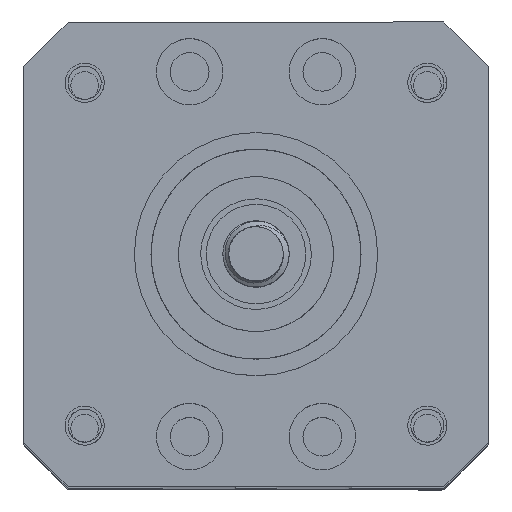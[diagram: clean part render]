
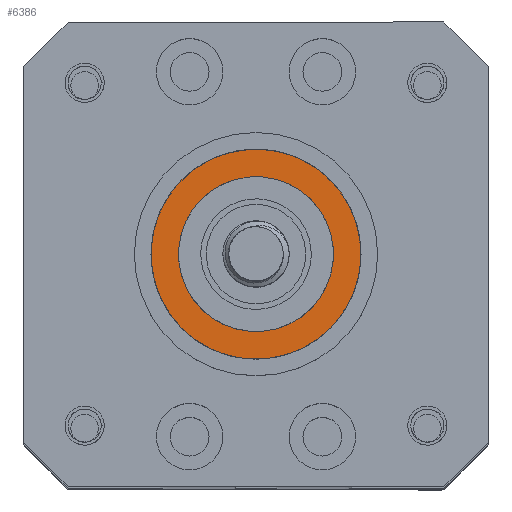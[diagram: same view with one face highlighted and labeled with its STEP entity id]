
A CAD part, top view. The second image highlights one B-rep face of the part: STEP entity #6386.
In plain terms, the highlighted planar face has unit normal (0, 0, 1).
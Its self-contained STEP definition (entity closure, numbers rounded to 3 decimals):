
#776 = EDGE_CURVE ( 'NONE', #32280, #31317, #15797, .T. ) ;
#3671 = CARTESIAN_POINT ( 'NONE',  ( 0., 0., 11. ) ) ;
#4033 = EDGE_LOOP ( 'NONE', ( #34220, #30978 ) ) ;
#5277 = DIRECTION ( 'NONE',  ( 0., 0., 1. ) ) ;
#6386 = ADVANCED_FACE ( 'NONE', ( #27135, #14722 ), #36789, .T. ) ;
#7181 = EDGE_CURVE ( 'NONE', #23802, #24363, #36439, .T. ) ;
#8141 = CIRCLE ( 'NONE', #10910, 9.5 ) ;
#8342 = CARTESIAN_POINT ( 'NONE',  ( -7., 0., 11. ) ) ;
#8869 = DIRECTION ( 'NONE',  ( 1., 0., 0. ) ) ;
#10910 = AXIS2_PLACEMENT_3D ( 'NONE', #38368, #38164, #31513 ) ;
#12355 = CARTESIAN_POINT ( 'NONE',  ( -9.5, 0., 11. ) ) ;
#12934 = CIRCLE ( 'NONE', #34815, 7. ) ;
#13583 = DIRECTION ( 'NONE',  ( 1., 0., 0. ) ) ;
#14311 = DIRECTION ( 'NONE',  ( 0., 0., 1. ) ) ;
#14722 = FACE_BOUND ( 'NONE', #4033, .T. ) ;
#15797 = CIRCLE ( 'NONE', #29472, 9.5 ) ;
#16656 = EDGE_LOOP ( 'NONE', ( #37646, #23627 ) ) ;
#18722 = DIRECTION ( 'NONE',  ( 0., 0., 1. ) ) ;
#20507 = CARTESIAN_POINT ( 'NONE',  ( 0., 0., 11. ) ) ;
#21562 = CARTESIAN_POINT ( 'NONE',  ( 0., 0., 11. ) ) ;
#22918 = CARTESIAN_POINT ( 'NONE',  ( 9.5, 0., 11. ) ) ;
#23627 = ORIENTED_EDGE ( 'NONE', *, *, #38504, .T. ) ;
#23802 = VERTEX_POINT ( 'NONE', #41355 ) ;
#24363 = VERTEX_POINT ( 'NONE', #8342 ) ;
#27135 = FACE_OUTER_BOUND ( 'NONE', #16656, .T. ) ;
#29472 = AXIS2_PLACEMENT_3D ( 'NONE', #21562, #5277, #31410 ) ;
#30978 = ORIENTED_EDGE ( 'NONE', *, *, #7181, .F. ) ;
#31317 = VERTEX_POINT ( 'NONE', #22918 ) ;
#31410 = DIRECTION ( 'NONE',  ( 1., 0., 0. ) ) ;
#31513 = DIRECTION ( 'NONE',  ( 1., 0., 0. ) ) ;
#32280 = VERTEX_POINT ( 'NONE', #12355 ) ;
#32407 = CARTESIAN_POINT ( 'NONE',  ( 0., 0., 11. ) ) ;
#33572 = DIRECTION ( 'NONE',  ( 1., 0., 0. ) ) ;
#34220 = ORIENTED_EDGE ( 'NONE', *, *, #38320, .F. ) ;
#34815 = AXIS2_PLACEMENT_3D ( 'NONE', #32407, #18722, #8869 ) ;
#36439 = CIRCLE ( 'NONE', #37800, 7. ) ;
#36789 = PLANE ( 'NONE',  #38438 ) ;
#37646 = ORIENTED_EDGE ( 'NONE', *, *, #776, .T. ) ;
#37800 = AXIS2_PLACEMENT_3D ( 'NONE', #3671, #39476, #13583 ) ;
#38164 = DIRECTION ( 'NONE',  ( 0., 0., 1. ) ) ;
#38320 = EDGE_CURVE ( 'NONE', #24363, #23802, #12934, .T. ) ;
#38368 = CARTESIAN_POINT ( 'NONE',  ( 0., 0., 11. ) ) ;
#38438 = AXIS2_PLACEMENT_3D ( 'NONE', #20507, #14311, #33572 ) ;
#38504 = EDGE_CURVE ( 'NONE', #31317, #32280, #8141, .T. ) ;
#39476 = DIRECTION ( 'NONE',  ( 0., 0., 1. ) ) ;
#41355 = CARTESIAN_POINT ( 'NONE',  ( 7., 0., 11. ) ) ;
